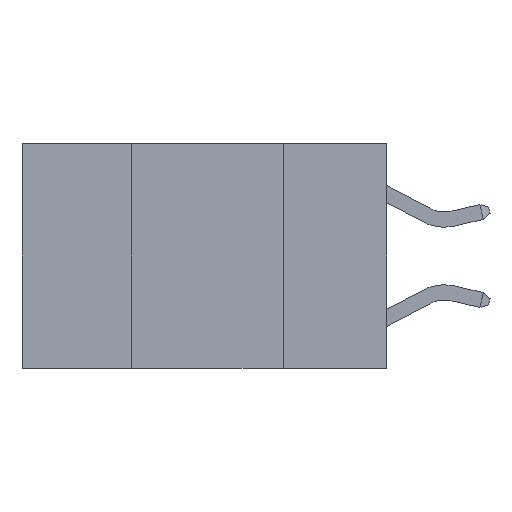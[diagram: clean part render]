
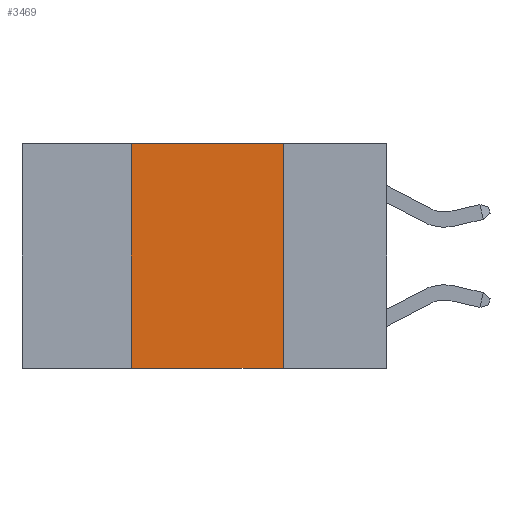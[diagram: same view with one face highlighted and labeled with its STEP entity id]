
A CAD part, left-side view. The second image highlights one B-rep face of the part: STEP entity #3469.
In plain terms, the highlighted planar face has unit normal (-1, 0, 0).
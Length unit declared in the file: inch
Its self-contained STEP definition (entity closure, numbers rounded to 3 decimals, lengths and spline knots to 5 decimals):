
#39 = LINE ( 'NONE', #15110, #8100 ) ;
#2315 = EDGE_CURVE ( 'NONE', #12265, #6961, #16238, .T. ) ;
#2960 = VERTEX_POINT ( 'NONE', #9897 ) ;
#3469 = ADVANCED_FACE ( 'NONE', ( #14616 ), #7357, .F. ) ;
#4064 = ORIENTED_EDGE ( 'NONE', *, *, #14802, .F. ) ;
#4603 = CARTESIAN_POINT ( 'NONE',  ( 0., 0.17, 0. ) ) ;
#4930 = VECTOR ( 'NONE', #10298, 39.37008 ) ;
#5106 = VECTOR ( 'NONE', #10543, 39.37008 ) ;
#5266 = DIRECTION ( 'NONE',  ( 0., -1., 0. ) ) ;
#5521 = LINE ( 'NONE', #6865, #5106 ) ;
#5575 = CARTESIAN_POINT ( 'NONE',  ( 0., 0.42, -0.37 ) ) ;
#6865 = CARTESIAN_POINT ( 'NONE',  ( 0., 0.17, 0. ) ) ;
#6895 = EDGE_CURVE ( 'NONE', #11873, #6961, #5521, .T. ) ;
#6961 = VERTEX_POINT ( 'NONE', #10262 ) ;
#7357 = PLANE ( 'NONE',  #11163 ) ;
#7598 = CARTESIAN_POINT ( 'NONE',  ( 0., 0.42, 0. ) ) ;
#7920 = LINE ( 'NONE', #7598, #4930 ) ;
#8100 = VECTOR ( 'NONE', #5266, 39.37008 ) ;
#8480 = DIRECTION ( 'NONE',  ( 0., -1., 0. ) ) ;
#9021 = ORIENTED_EDGE ( 'NONE', *, *, #6895, .F. ) ;
#9148 = ORIENTED_EDGE ( 'NONE', *, *, #9809, .F. ) ;
#9287 = ORIENTED_EDGE ( 'NONE', *, *, #2315, .T. ) ;
#9809 = EDGE_CURVE ( 'NONE', #12265, #2960, #7920, .T. ) ;
#9897 = CARTESIAN_POINT ( 'NONE',  ( 0., 0.42, 0. ) ) ;
#9939 = CARTESIAN_POINT ( 'NONE',  ( 0., 0.6, -0.37 ) ) ;
#10262 = CARTESIAN_POINT ( 'NONE',  ( 0., 0.17, -0.37 ) ) ;
#10298 = DIRECTION ( 'NONE',  ( 0., 0., 1. ) ) ;
#10543 = DIRECTION ( 'NONE',  ( 0., 0., -1. ) ) ;
#11039 = EDGE_LOOP ( 'NONE', ( #9021, #4064, #9148, #9287 ) ) ;
#11163 = AXIS2_PLACEMENT_3D ( 'NONE', #14548, #15948, #12131 ) ;
#11873 = VERTEX_POINT ( 'NONE', #4603 ) ;
#12131 = DIRECTION ( 'NONE',  ( 0., 0., -1. ) ) ;
#12265 = VERTEX_POINT ( 'NONE', #5575 ) ;
#12519 = VECTOR ( 'NONE', #8480, 39.37008 ) ;
#14548 = CARTESIAN_POINT ( 'NONE',  ( 0., 0.6, 0. ) ) ;
#14616 = FACE_OUTER_BOUND ( 'NONE', #11039, .T. ) ;
#14802 = EDGE_CURVE ( 'NONE', #2960, #11873, #39, .T. ) ;
#15110 = CARTESIAN_POINT ( 'NONE',  ( 0., 0.6, 0. ) ) ;
#15948 = DIRECTION ( 'NONE',  ( 1., 0., 0. ) ) ;
#16238 = LINE ( 'NONE', #9939, #12519 ) ;
